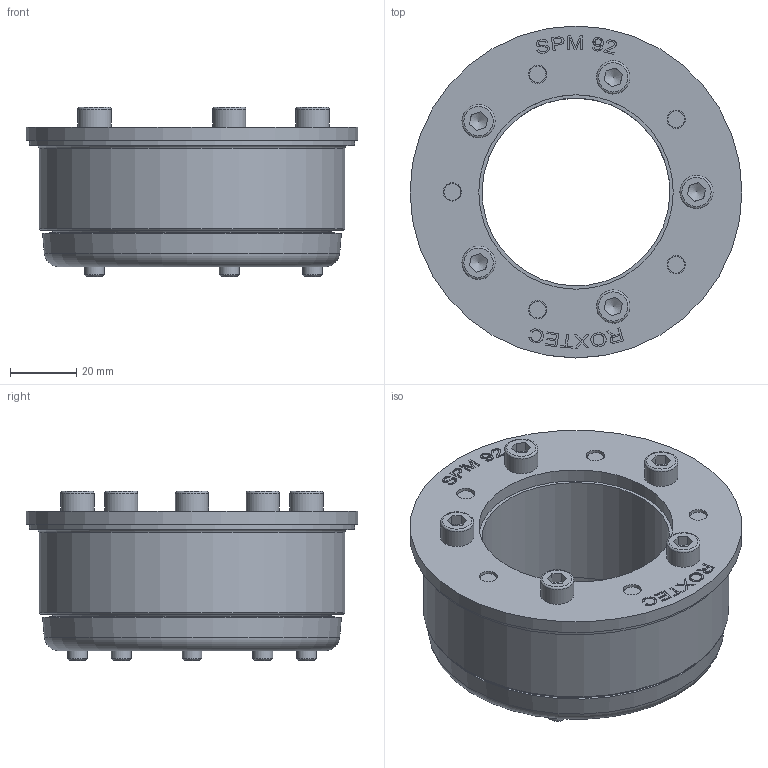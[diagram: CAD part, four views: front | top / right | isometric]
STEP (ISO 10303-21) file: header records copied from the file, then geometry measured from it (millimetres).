
FILE_DESCRIPTION((''),'2;1');
FILE_NAME('SPM92.stp','2016-02-02T11:18:43',(''),(''),'Autodesk Inventor 2013','Autodesk Inventor 2013','');
FILE_SCHEMA(('AUTOMOTIVE_DESIGN { 1 0 10303 214 1 1 1 1 }'));
Length unit declared in the file: millimetre
Products named in the file (6): SPM-Iassembly; 100-050614; 100-050615; 100-050616; 100-050617; 100-002335
Assembly tree (9 placements, depth 3):
  SPM-Iassembly
    100-050614
      100-050615
      100-050616
      100-050617
      100-002335  x5
Bounding box: 99.9 x 99.9 x 51 mm (x, y, z)
Volume: 176409.2 mm3; surface area: 58620.5 mm2
Topology: 8 solids, 8 shells, 349 faces, 867 edges, 566 vertices
Faces by surface type: plane 167, bspline 90, cylinder 52, cone 24, torus 16
Full cylindrical faces by diameter (mm): 4.4 x5, 4.9 x10, 5 x10, 5.3 x5, 5.5 x5, 6 x5, 10 x6, 56.5 x1, 58.5 x2, 92 x1, 97.9 x1, 99.9 x1
Entity records: 9056 total; most frequent: CARTESIAN_POINT 2656, ORIENTED_EDGE 1316, DIRECTION 1002, EDGE_CURVE 658, VERTEX_POINT 473, EDGE_LOOP 431, VECTOR 368, LINE 368
